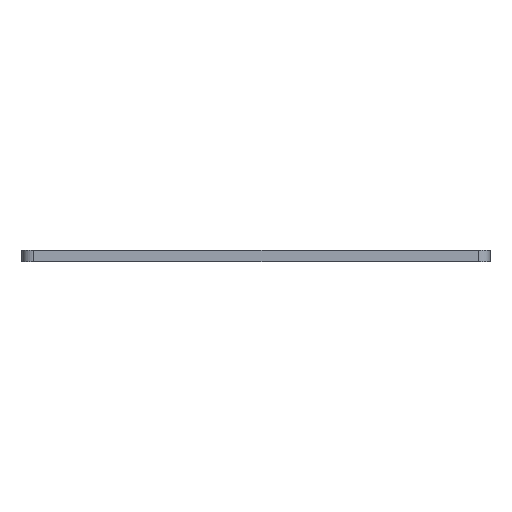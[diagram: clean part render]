
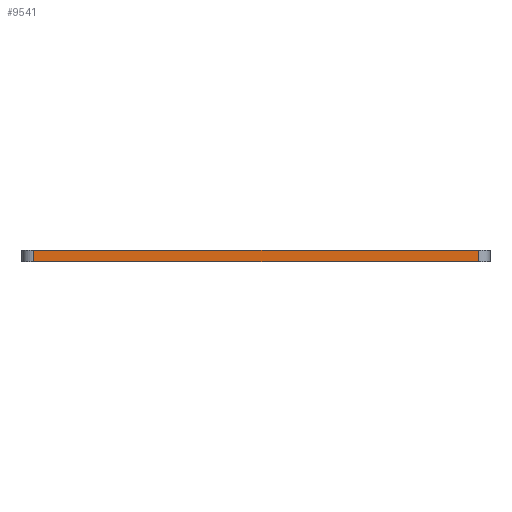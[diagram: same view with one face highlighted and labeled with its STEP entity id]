
A CAD part, left-side view. The second image highlights one B-rep face of the part: STEP entity #9541.
In plain terms, the highlighted planar face has unit normal (-1, 0.001, 0).
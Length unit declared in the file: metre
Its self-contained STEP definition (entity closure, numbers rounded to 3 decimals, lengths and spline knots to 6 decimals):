
#640=ORIENTED_EDGE('',*,*,#3532,.F.);
#641=ORIENTED_EDGE('',*,*,#3533,.T.);
#642=ORIENTED_EDGE('',*,*,#3534,.T.);
#643=ORIENTED_EDGE('',*,*,#3535,.T.);
#3532=EDGE_CURVE('',#4972,#4973,#5952,.T.);
#3533=EDGE_CURVE('',#4972,#4974,#5953,.T.);
#3534=EDGE_CURVE('',#4974,#4975,#5954,.T.);
#3535=EDGE_CURVE('',#4975,#4973,#5955,.F.);
#4972=VERTEX_POINT('',#13807);
#4973=VERTEX_POINT('',#13808);
#4974=VERTEX_POINT('',#13810);
#4975=VERTEX_POINT('',#13812);
#5952=LINE('',#13806,#7036);
#5953=LINE('',#13809,#7037);
#5954=LINE('',#13811,#7038);
#5955=LINE('',#13813,#7039);
#7036=VECTOR('',#10981,1.);
#7037=VECTOR('',#10982,1.);
#7038=VECTOR('',#10983,1.);
#7039=VECTOR('',#10984,1.);
#8075=EDGE_LOOP('',(#640,#641,#642,#643));
#8657=FACE_BOUND('',#8075,.T.);
#9239=PLANE('',#10040);
#9541=ADVANCED_FACE('',(#8657),#9239,.F.);
#10040=AXIS2_PLACEMENT_3D('',#13805,#10979,#10980);
#10979=DIRECTION('',(1.,-0.001,0.));
#10980=DIRECTION('',(0.001,1.,0.));
#10981=DIRECTION('',(-0.001,-1.,0.));
#10982=DIRECTION('',(0.,0.,-1.));
#10983=DIRECTION('',(-0.001,-1.,0.));
#10984=DIRECTION('',(0.,0.,-1.));
#13805=CARTESIAN_POINT('',(-0.096054,0.00004,0.003));
#13806=CARTESIAN_POINT('',(-0.096054,0.00004,0.003));
#13807=CARTESIAN_POINT('',(-0.096019,0.057121,0.003));
#13808=CARTESIAN_POINT('',(-0.09609,-0.057039,0.003));
#13809=CARTESIAN_POINT('',(-0.096019,0.057121,0.003));
#13810=CARTESIAN_POINT('',(-0.096019,0.057121,0.));
#13811=CARTESIAN_POINT('',(-0.096054,0.00004,0.));
#13812=CARTESIAN_POINT('',(-0.09609,-0.057039,0.));
#13813=CARTESIAN_POINT('',(-0.09609,-0.057039,0.003));
